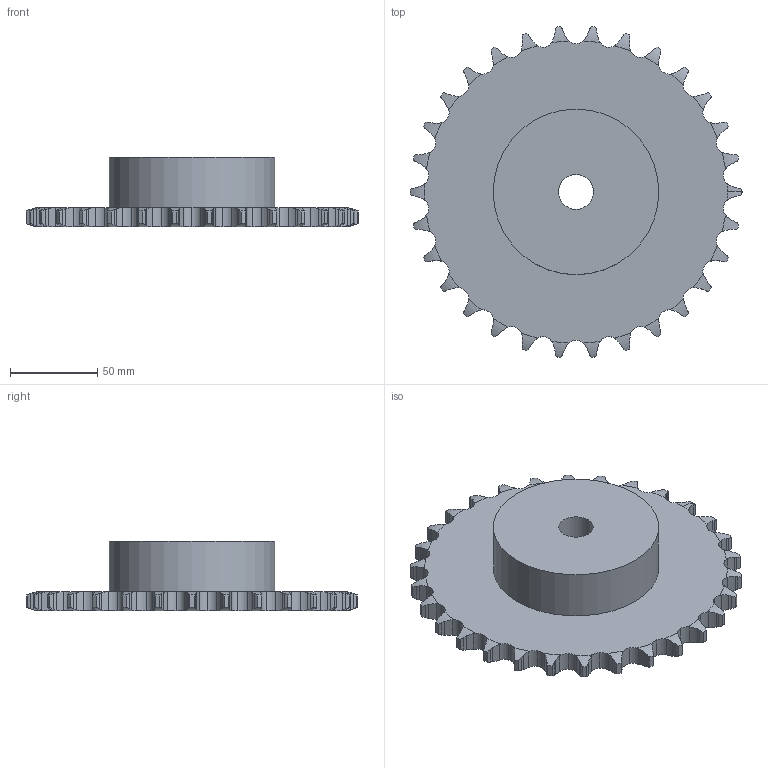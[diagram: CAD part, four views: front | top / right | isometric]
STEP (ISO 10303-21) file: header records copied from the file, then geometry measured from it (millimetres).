
FILE_DESCRIPTION(('FreeCAD Model'),'2;1');
FILE_NAME('Open CASCADE Shape Model','2021-05-30T10:07:57',('FreeCAD'),( 'FreeCAD'),'Open CASCADE STEP processor 7.4','FreeCAD','Unknown');
FILE_SCHEMA(('AUTOMOTIVE_DESIGN { 1 0 10303 214 1 1 1 1 }'));
Length unit declared in the file: millimetre
Products named in the file (1): Open CASCADE STEP translator 7.4 23
Bounding box: 190.5 x 189.72 x 40 mm (x, y, z)
Volume: 466532.6 mm3; surface area: 69416.1 mm2
Topology: 1 solids, 1 shells, 339 faces, 1004 edges, 669 vertices
Faces by surface type: cylinder 213, plane 64, torus 62
Full cylindrical faces by diameter (mm): 20 x1, 95 x1
Entity records: 30530 total; most frequent: CARTESIAN_POINT 13573, DIRECTION 2320, ORIENTED_EDGE 2008, PCURVE 2008, DEFINITIONAL_REPRESENTATION 2008, B_SPLINE_CURVE_WITH_KNOTS 1440, LINE 1133, VECTOR 1133
